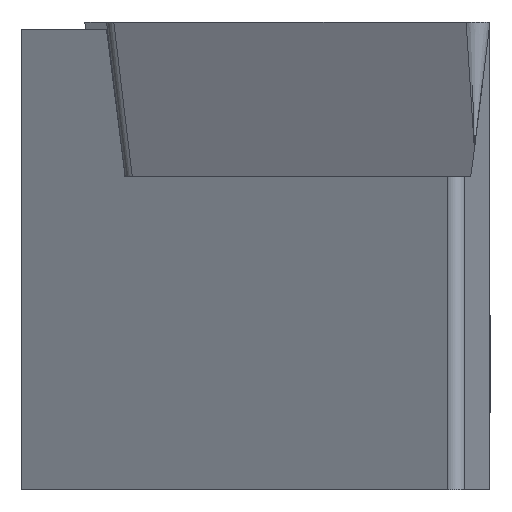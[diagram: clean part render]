
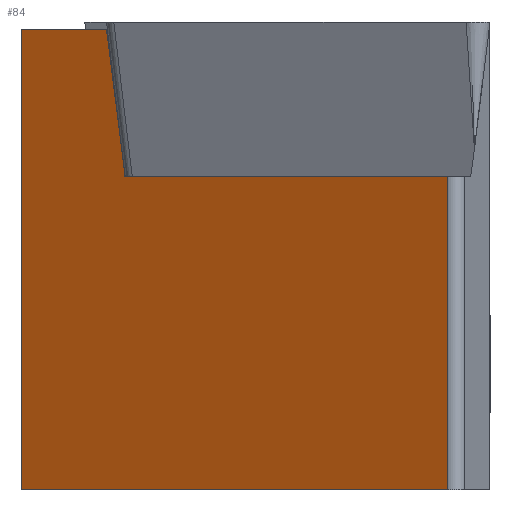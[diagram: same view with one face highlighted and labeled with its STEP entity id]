
A CAD part, left-side view. The second image highlights one B-rep face of the part: STEP entity #84.
In plain terms, the highlighted planar face has unit normal (-0.848, 0.53, 0).
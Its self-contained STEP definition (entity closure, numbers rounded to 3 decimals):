
#84=ADVANCED_FACE('',(#133),#109,.F.);
#109=PLANE('',#587);
#133=FACE_OUTER_BOUND('',#162,.T.);
#162=EDGE_LOOP('',(#255,#256,#257,#258,#259,#260));
#255=ORIENTED_EDGE('',*,*,#418,.F.);
#256=ORIENTED_EDGE('',*,*,#419,.T.);
#257=ORIENTED_EDGE('',*,*,#420,.T.);
#258=ORIENTED_EDGE('',*,*,#413,.F.);
#259=ORIENTED_EDGE('',*,*,#407,.F.);
#260=ORIENTED_EDGE('',*,*,#417,.F.);
#349=VERTEX_POINT('',#839);
#350=VERTEX_POINT('',#840);
#353=VERTEX_POINT('',#851);
#354=VERTEX_POINT('',#856);
#355=VERTEX_POINT('',#861);
#356=VERTEX_POINT('',#863);
#407=EDGE_CURVE('',#349,#350,#473,.T.);
#413=EDGE_CURVE('',#350,#353,#479,.T.);
#417=EDGE_CURVE('',#354,#349,#482,.T.);
#418=EDGE_CURVE('',#355,#354,#483,.T.);
#419=EDGE_CURVE('',#355,#356,#484,.T.);
#420=EDGE_CURVE('',#356,#353,#485,.T.);
#473=LINE('',#838,#531);
#479=LINE('',#850,#537);
#482=LINE('',#857,#540);
#483=LINE('',#860,#541);
#484=LINE('',#862,#542);
#485=LINE('',#864,#543);
#531=VECTOR('',#670,1.);
#537=VECTOR('',#680,1.);
#540=VECTOR('',#687,1.);
#541=VECTOR('',#692,1.);
#542=VECTOR('',#693,1.);
#543=VECTOR('',#694,1.);
#587=AXIS2_PLACEMENT_3D('',#865,#695,#696);
#670=DIRECTION('',(-0.079,-0.126,-0.989));
#680=DIRECTION('',(-0.53,-0.848,0.));
#687=DIRECTION('',(-0.53,-0.848,0.));
#692=DIRECTION('',(0.,0.,1.));
#693=DIRECTION('',(-0.53,-0.848,0.));
#694=DIRECTION('',(0.,0.,1.));
#695=DIRECTION('',(0.848,-0.53,0.));
#696=DIRECTION('',(0.53,0.848,0.));
#838=CARTESIAN_POINT('',(8.202,12.521,20.938));
#839=CARTESIAN_POINT('',(6.523,9.834,-0.2));
#840=CARTESIAN_POINT('',(6.224,9.355,-3.97));
#850=CARTESIAN_POINT('',(7.877,12.,-3.97));
#851=CARTESIAN_POINT('',(1.067,1.102,-3.97));
#856=CARTESIAN_POINT('',(7.877,12.,-0.2));
#857=CARTESIAN_POINT('',(7.877,12.,-0.2));
#860=CARTESIAN_POINT('',(7.877,12.,21.03));
#861=CARTESIAN_POINT('',(7.877,12.,-12.));
#862=CARTESIAN_POINT('',(6.675,10.076,-12.));
#863=CARTESIAN_POINT('',(1.067,1.102,-12.));
#864=CARTESIAN_POINT('',(1.067,1.102,21.03));
#865=CARTESIAN_POINT('',(7.877,12.,21.03));
